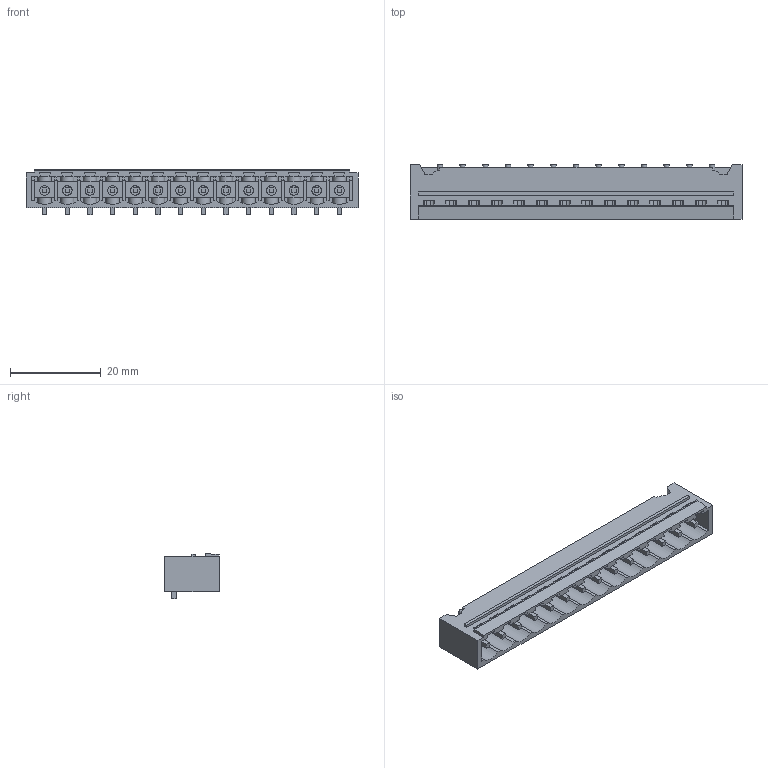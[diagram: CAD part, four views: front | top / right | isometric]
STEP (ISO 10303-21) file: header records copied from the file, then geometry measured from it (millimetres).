
FILE_DESCRIPTION(('CATIA V5 STEP Exchange','CAx-IF Rec.Pracs.--- Model Styling and Organization---1.4--- 2014-01-23'),'2;1');
FILE_NAME ('D1463502_0_2634680000_2634680000.stp','2019-01-09T07:20:27+00:00',('none'),('Weidmueller'),'CATIA Version 5-6 Release 2016 SP3 HF44','CATIA V5 STEP AP214','none');
FILE_SCHEMA(('AUTOMOTIVE_DESIGN { 1 0 10303 214 1 1 1 1 }'));
Length unit declared in the file: millimetre
Products named in the file (1): 2634680000
Bounding box: 73.2 x 12 x 9.93 mm (x, y, z)
Volume: 2654.2 mm3; surface area: 6433 mm2
Topology: 15 solids, 15 shells, 1051 faces, 3224 edges, 2177 vertices
Faces by surface type: plane 903, cylinder 124, extrusion 24
Entity records: 35537 total; most frequent: CARTESIAN_POINT 7552, ORIENTED_EDGE 6448, DIRECTION 4314, EDGE_CURVE 3224, VECTOR 2756, LINE 2732, VERTEX_POINT 2177, EDGE_LOOP 1081
